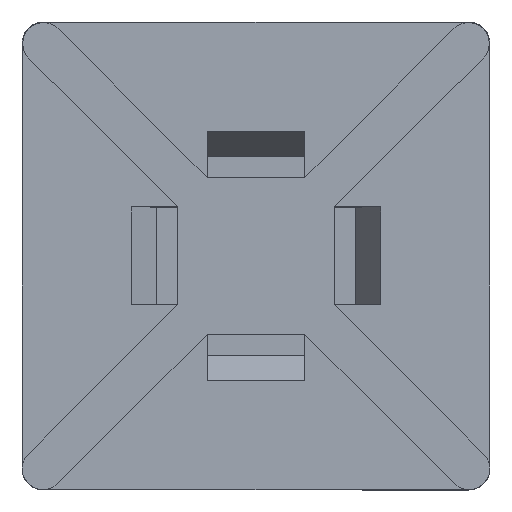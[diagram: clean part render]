
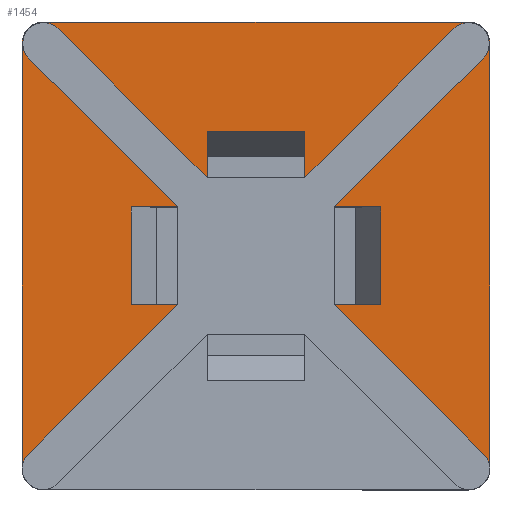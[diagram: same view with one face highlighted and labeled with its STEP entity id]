
A CAD part, top view. The second image highlights one B-rep face of the part: STEP entity #1454.
In plain terms, the highlighted planar face has unit normal (0, 0, 1).
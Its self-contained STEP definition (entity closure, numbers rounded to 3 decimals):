
#57=CIRCLE('',#1574,0.85);
#58=CIRCLE('',#1575,0.85);
#59=CIRCLE('',#1576,0.85);
#60=CIRCLE('',#1577,0.88);
#61=CIRCLE('',#1578,0.88);
#62=CIRCLE('',#1579,0.88);
#63=CIRCLE('',#1580,0.88);
#64=CIRCLE('',#1581,0.85);
#113=ORIENTED_EDGE('',*,*,#545,.F.);
#114=ORIENTED_EDGE('',*,*,#546,.T.);
#115=ORIENTED_EDGE('',*,*,#547,.T.);
#116=ORIENTED_EDGE('',*,*,#548,.T.);
#117=ORIENTED_EDGE('',*,*,#549,.T.);
#118=ORIENTED_EDGE('',*,*,#550,.T.);
#119=ORIENTED_EDGE('',*,*,#551,.F.);
#120=ORIENTED_EDGE('',*,*,#552,.F.);
#121=ORIENTED_EDGE('',*,*,#553,.T.);
#122=ORIENTED_EDGE('',*,*,#554,.T.);
#123=ORIENTED_EDGE('',*,*,#555,.T.);
#124=ORIENTED_EDGE('',*,*,#556,.T.);
#125=ORIENTED_EDGE('',*,*,#557,.F.);
#126=ORIENTED_EDGE('',*,*,#558,.F.);
#127=ORIENTED_EDGE('',*,*,#559,.T.);
#128=ORIENTED_EDGE('',*,*,#560,.T.);
#129=ORIENTED_EDGE('',*,*,#561,.T.);
#130=ORIENTED_EDGE('',*,*,#562,.T.);
#131=ORIENTED_EDGE('',*,*,#563,.T.);
#132=ORIENTED_EDGE('',*,*,#564,.T.);
#133=ORIENTED_EDGE('',*,*,#565,.T.);
#134=ORIENTED_EDGE('',*,*,#566,.T.);
#135=ORIENTED_EDGE('',*,*,#567,.T.);
#136=ORIENTED_EDGE('',*,*,#568,.T.);
#137=ORIENTED_EDGE('',*,*,#569,.T.);
#138=ORIENTED_EDGE('',*,*,#570,.T.);
#545=EDGE_CURVE('',#761,#762,#895,.T.);
#546=EDGE_CURVE('',#761,#763,#896,.T.);
#547=EDGE_CURVE('',#763,#764,#897,.T.);
#548=EDGE_CURVE('',#764,#765,#898,.T.);
#549=EDGE_CURVE('',#765,#766,#57,.T.);
#550=EDGE_CURVE('',#766,#767,#899,.T.);
#551=EDGE_CURVE('',#768,#767,#900,.T.);
#552=EDGE_CURVE('',#769,#768,#901,.T.);
#553=EDGE_CURVE('',#769,#770,#902,.T.);
#554=EDGE_CURVE('',#770,#771,#903,.T.);
#555=EDGE_CURVE('',#771,#772,#58,.T.);
#556=EDGE_CURVE('',#772,#773,#904,.T.);
#557=EDGE_CURVE('',#774,#773,#905,.T.);
#558=EDGE_CURVE('',#775,#774,#906,.T.);
#559=EDGE_CURVE('',#775,#776,#907,.T.);
#560=EDGE_CURVE('',#776,#777,#908,.T.);
#561=EDGE_CURVE('',#777,#778,#59,.T.);
#562=EDGE_CURVE('',#778,#779,#60,.T.);
#563=EDGE_CURVE('',#779,#780,#909,.T.);
#564=EDGE_CURVE('',#780,#781,#61,.T.);
#565=EDGE_CURVE('',#781,#782,#910,.T.);
#566=EDGE_CURVE('',#782,#783,#62,.T.);
#567=EDGE_CURVE('',#783,#784,#911,.T.);
#568=EDGE_CURVE('',#784,#785,#63,.T.);
#569=EDGE_CURVE('',#785,#786,#64,.T.);
#570=EDGE_CURVE('',#786,#762,#912,.T.);
#761=VERTEX_POINT('',#2150);
#762=VERTEX_POINT('',#2151);
#763=VERTEX_POINT('',#2153);
#764=VERTEX_POINT('',#2155);
#765=VERTEX_POINT('',#2157);
#766=VERTEX_POINT('',#2159);
#767=VERTEX_POINT('',#2161);
#768=VERTEX_POINT('',#2163);
#769=VERTEX_POINT('',#2165);
#770=VERTEX_POINT('',#2167);
#771=VERTEX_POINT('',#2169);
#772=VERTEX_POINT('',#2171);
#773=VERTEX_POINT('',#2173);
#774=VERTEX_POINT('',#2175);
#775=VERTEX_POINT('',#2177);
#776=VERTEX_POINT('',#2179);
#777=VERTEX_POINT('',#2181);
#778=VERTEX_POINT('',#2183);
#779=VERTEX_POINT('',#2185);
#780=VERTEX_POINT('',#2187);
#781=VERTEX_POINT('',#2189);
#782=VERTEX_POINT('',#2191);
#783=VERTEX_POINT('',#2193);
#784=VERTEX_POINT('',#2195);
#785=VERTEX_POINT('',#2197);
#786=VERTEX_POINT('',#2199);
#895=LINE('',#2149,#1075);
#896=LINE('',#2152,#1076);
#897=LINE('',#2154,#1077);
#898=LINE('',#2156,#1078);
#899=LINE('',#2160,#1079);
#900=LINE('',#2162,#1080);
#901=LINE('',#2164,#1081);
#902=LINE('',#2166,#1082);
#903=LINE('',#2168,#1083);
#904=LINE('',#2172,#1084);
#905=LINE('',#2174,#1085);
#906=LINE('',#2176,#1086);
#907=LINE('',#2178,#1087);
#908=LINE('',#2180,#1088);
#909=LINE('',#2186,#1089);
#910=LINE('',#2190,#1090);
#911=LINE('',#2194,#1091);
#912=LINE('',#2200,#1092);
#1075=VECTOR('',#1719,1000.);
#1076=VECTOR('',#1720,1000.);
#1077=VECTOR('',#1721,1000.);
#1078=VECTOR('',#1722,1000.);
#1079=VECTOR('',#1725,1000.);
#1080=VECTOR('',#1726,1000.);
#1081=VECTOR('',#1727,1000.);
#1082=VECTOR('',#1728,1000.);
#1083=VECTOR('',#1729,1000.);
#1084=VECTOR('',#1732,1000.);
#1085=VECTOR('',#1733,1000.);
#1086=VECTOR('',#1734,1000.);
#1087=VECTOR('',#1735,1000.);
#1088=VECTOR('',#1736,1000.);
#1089=VECTOR('',#1741,1000.);
#1090=VECTOR('',#1744,1000.);
#1091=VECTOR('',#1747,1000.);
#1092=VECTOR('',#1752,1000.);
#1238=EDGE_LOOP('',(#113,#114,#115,#116,#117,#118,#119,#120,#121,#122,#123,
#124,#125,#126,#127,#128,#129,#130,#131,#132,#133,#134,#135,#136,#137,#138));
#1316=FACE_BOUND('',#1238,.T.);
#1393=PLANE('',#1573);
#1454=ADVANCED_FACE('',(#1316),#1393,.T.);
#1573=AXIS2_PLACEMENT_3D('',#2148,#1717,#1718);
#1574=AXIS2_PLACEMENT_3D('',#2158,#1723,#1724);
#1575=AXIS2_PLACEMENT_3D('',#2170,#1730,#1731);
#1576=AXIS2_PLACEMENT_3D('',#2182,#1737,#1738);
#1577=AXIS2_PLACEMENT_3D('',#2184,#1739,#1740);
#1578=AXIS2_PLACEMENT_3D('',#2188,#1742,#1743);
#1579=AXIS2_PLACEMENT_3D('',#2192,#1745,#1746);
#1580=AXIS2_PLACEMENT_3D('',#2196,#1748,#1749);
#1581=AXIS2_PLACEMENT_3D('',#2198,#1750,#1751);
#1717=DIRECTION('',(0.,0.,1.));
#1718=DIRECTION('',(1.,0.,0.));
#1719=DIRECTION('',(1.,0.,0.));
#1720=DIRECTION('',(0.,1.,0.));
#1721=DIRECTION('',(1.,0.,0.));
#1722=DIRECTION('',(-0.707,0.707,0.));
#1723=DIRECTION('',(0.,0.,-1.));
#1724=DIRECTION('',(0.,-1.,0.));
#1725=DIRECTION('',(0.707,-0.707,0.));
#1726=DIRECTION('',(0.,-1.,0.));
#1727=DIRECTION('',(-1.,0.,0.));
#1728=DIRECTION('',(0.,-1.,0.));
#1729=DIRECTION('',(0.707,0.707,0.));
#1730=DIRECTION('',(0.,0.,-1.));
#1731=DIRECTION('',(0.,-1.,0.));
#1732=DIRECTION('',(-0.707,-0.707,0.));
#1733=DIRECTION('',(-1.,0.,0.));
#1734=DIRECTION('',(0.,1.,0.));
#1735=DIRECTION('',(-1.,0.,0.));
#1736=DIRECTION('',(0.707,-0.707,0.));
#1737=DIRECTION('',(0.,0.,-1.));
#1738=DIRECTION('',(0.,1.,0.));
#1739=DIRECTION('',(0.,0.,1.));
#1740=DIRECTION('',(1.,0.,0.));
#1741=DIRECTION('',(0.,1.,0.));
#1742=DIRECTION('',(0.,0.,1.));
#1743=DIRECTION('',(1.,0.,0.));
#1744=DIRECTION('',(-1.,0.,0.));
#1745=DIRECTION('',(0.,0.,1.));
#1746=DIRECTION('',(1.,0.,0.));
#1747=DIRECTION('',(0.,-1.,0.));
#1748=DIRECTION('',(0.,0.,1.));
#1749=DIRECTION('',(1.,0.,0.));
#1750=DIRECTION('',(0.,0.,-1.));
#1751=DIRECTION('',(0.,1.,0.));
#1752=DIRECTION('',(0.707,0.707,0.));
#2148=CARTESIAN_POINT('',(0.,0.,1.5));
#2149=CARTESIAN_POINT('',(-5.1,-2.,1.5));
#2150=CARTESIAN_POINT('',(-5.1,-2.,1.5));
#2151=CARTESIAN_POINT('',(-3.202,-2.,1.5));
#2152=CARTESIAN_POINT('',(-5.1,-2.,1.5));
#2153=CARTESIAN_POINT('',(-5.1,2.,1.5));
#2154=CARTESIAN_POINT('',(-5.1,2.,1.5));
#2155=CARTESIAN_POINT('',(-3.202,2.,1.5));
#2156=CARTESIAN_POINT('',(8.09,-9.292,1.5));
#2157=CARTESIAN_POINT('',(-9.271,8.069,1.5));
#2158=CARTESIAN_POINT('',(-8.67,8.67,1.5));
#2159=CARTESIAN_POINT('',(-8.069,9.271,1.5));
#2160=CARTESIAN_POINT('',(-8.069,9.271,1.5));
#2161=CARTESIAN_POINT('',(-2.,3.202,1.5));
#2162=CARTESIAN_POINT('',(-2.,5.1,1.5));
#2163=CARTESIAN_POINT('',(-2.,5.1,1.5));
#2164=CARTESIAN_POINT('',(2.,5.1,1.5));
#2165=CARTESIAN_POINT('',(2.,5.1,1.5));
#2166=CARTESIAN_POINT('',(2.,5.1,1.5));
#2167=CARTESIAN_POINT('',(2.,3.202,1.5));
#2168=CARTESIAN_POINT('',(8.069,9.271,1.5));
#2169=CARTESIAN_POINT('',(8.069,9.271,1.5));
#2170=CARTESIAN_POINT('',(8.67,8.67,1.5));
#2171=CARTESIAN_POINT('',(9.271,8.069,1.5));
#2172=CARTESIAN_POINT('',(9.271,8.069,1.5));
#2173=CARTESIAN_POINT('',(3.202,2.,1.5));
#2174=CARTESIAN_POINT('',(5.1,2.,1.5));
#2175=CARTESIAN_POINT('',(5.1,2.,1.5));
#2176=CARTESIAN_POINT('',(5.1,-2.,1.5));
#2177=CARTESIAN_POINT('',(5.1,-2.,1.5));
#2178=CARTESIAN_POINT('',(5.1,-2.,1.5));
#2179=CARTESIAN_POINT('',(3.202,-2.,1.5));
#2180=CARTESIAN_POINT('',(-8.069,9.271,1.5));
#2181=CARTESIAN_POINT('',(9.292,-8.09,1.5));
#2182=CARTESIAN_POINT('',(8.691,-8.691,1.5));
#2183=CARTESIAN_POINT('',(9.292,-9.292,1.5));
#2184=CARTESIAN_POINT('',(8.67,-8.67,1.5));
#2185=CARTESIAN_POINT('',(9.55,-8.67,1.5));
#2186=CARTESIAN_POINT('',(9.55,-9.55,1.5));
#2187=CARTESIAN_POINT('',(9.55,8.67,1.5));
#2188=CARTESIAN_POINT('',(8.67,8.67,1.5));
#2189=CARTESIAN_POINT('',(8.67,9.55,1.5));
#2190=CARTESIAN_POINT('',(9.55,9.55,1.5));
#2191=CARTESIAN_POINT('',(-8.67,9.55,1.5));
#2192=CARTESIAN_POINT('',(-8.67,8.67,1.5));
#2193=CARTESIAN_POINT('',(-9.55,8.67,1.5));
#2194=CARTESIAN_POINT('',(-9.55,9.55,1.5));
#2195=CARTESIAN_POINT('',(-9.55,-8.67,1.5));
#2196=CARTESIAN_POINT('',(-8.67,-8.67,1.5));
#2197=CARTESIAN_POINT('',(-9.292,-9.292,1.5));
#2198=CARTESIAN_POINT('',(-8.691,-8.691,1.5));
#2199=CARTESIAN_POINT('',(-9.292,-8.09,1.5));
#2200=CARTESIAN_POINT('',(8.069,9.271,1.5));
